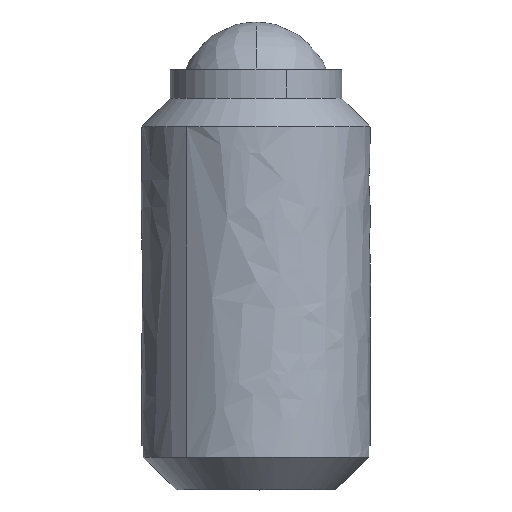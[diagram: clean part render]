
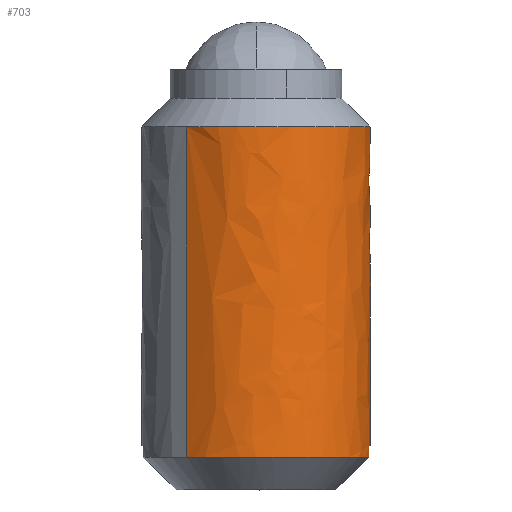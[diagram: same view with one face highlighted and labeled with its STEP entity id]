
A CAD part, top view. The second image highlights one B-rep face of the part: STEP entity #703.
In plain terms, the highlighted free-form (B-spline) face has degree [2, 1] with [9, 2] control points.
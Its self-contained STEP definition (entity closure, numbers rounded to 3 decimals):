
#471=CARTESIAN_POINT('',(-3.619,-5.5,4.786));
#472=VERTEX_POINT('',#471);
#486=CARTESIAN_POINT('',(0.0,-5.5,6.));
#487=VERTEX_POINT('',#486);
#488=CARTESIAN_POINT('',(0.0,-5.5,6.));
#489=CARTESIAN_POINT('',(-2.013,-5.5,6.0));
#490=CARTESIAN_POINT('',(-3.619,-5.5,4.786));
#498=(BOUNDED_CURVE()B_SPLINE_CURVE(2,(#488,#489,#490),.UNSPECIFIED.,.F.,.U.)B_SPLINE_CURVE_WITH_KNOTS((3,3),(0.5,0.604),.UNSPECIFIED.)CURVE()GEOMETRIC_REPRESENTATION_ITEM()RATIONAL_B_SPLINE_CURVE((1.0,0.878,0.858))REPRESENTATION_ITEM(''));
#499=EDGE_CURVE('',#487,#472,#498,.T.);
#501=CARTESIAN_POINT('',(5.958,-5.5,-0.708));
#502=VERTEX_POINT('',#501);
#503=CARTESIAN_POINT('',(5.958,-5.5,-0.708));
#504=CARTESIAN_POINT('',(6.0,-5.5,-0.355));
#505=CARTESIAN_POINT('',(6.0,-5.5,0.));
#506=CARTESIAN_POINT('',(6.0,-5.5,6.));
#507=CARTESIAN_POINT('',(0.0,-5.5,6.));
#515=(BOUNDED_CURVE()B_SPLINE_CURVE(2,(#503,#504,#505,#506,#507),.UNSPECIFIED.,.F.,.U.)B_SPLINE_CURVE_WITH_KNOTS((3,2,3),(0.23,0.25,0.5),.UNSPECIFIED.)CURVE()GEOMETRIC_REPRESENTATION_ITEM()RATIONAL_B_SPLINE_CURVE((0.956,0.976,1.0,0.707,1.0))REPRESENTATION_ITEM(''));
#516=EDGE_CURVE('',#502,#487,#515,.T.);
#546=CARTESIAN_POINT('',(0.0,-5.5,-6.));
#547=VERTEX_POINT('',#546);
#548=CARTESIAN_POINT('',(0.0,-5.5,-6.));
#549=CARTESIAN_POINT('',(5.329,-5.5,-6.));
#550=CARTESIAN_POINT('',(5.958,-5.5,-0.708));
#558=(BOUNDED_CURVE()B_SPLINE_CURVE(2,(#548,#549,#550),.UNSPECIFIED.,.F.,.U.)B_SPLINE_CURVE_WITH_KNOTS((3,3),(0.0,0.23),.UNSPECIFIED.)CURVE()GEOMETRIC_REPRESENTATION_ITEM()RATIONAL_B_SPLINE_CURVE((1.0,0.731,0.956))REPRESENTATION_ITEM(''));
#559=EDGE_CURVE('',#547,#502,#558,.T.);
#561=CARTESIAN_POINT('',(-5.5,-5.5,-2.398));
#562=VERTEX_POINT('',#561);
#563=CARTESIAN_POINT('',(-5.5,-5.5,-2.398));
#564=CARTESIAN_POINT('',(-3.93,-5.5,-6.));
#565=CARTESIAN_POINT('',(0.0,-5.5,-6.));
#573=(BOUNDED_CURVE()B_SPLINE_CURVE(2,(#563,#564,#565),.UNSPECIFIED.,.F.,.U.)B_SPLINE_CURVE_WITH_KNOTS((3,3),(0.818,1.0),.UNSPECIFIED.)CURVE()GEOMETRIC_REPRESENTATION_ITEM()RATIONAL_B_SPLINE_CURVE((0.884,0.787,1.0))REPRESENTATION_ITEM(''));
#574=EDGE_CURVE('',#562,#547,#573,.T.);
#596=CARTESIAN_POINT('',(-5.5,-5.067,-2.398));
#597=CARTESIAN_POINT('',(-5.215,-5.067,-3.051));
#598=CARTESIAN_POINT('',(-4.786,-5.067,-3.619));
#599=CARTESIAN_POINT('',(-1.167,-5.067,-8.405));
#600=CARTESIAN_POINT('',(3.619,-5.067,-4.786));
#601=CARTESIAN_POINT('',(8.405,-5.067,-1.167));
#602=CARTESIAN_POINT('',(4.786,-5.067,3.619));
#603=CARTESIAN_POINT('',(1.167,-5.067,8.405));
#604=CARTESIAN_POINT('',(-3.619,-5.067,4.786));
#605=CARTESIAN_POINT('',(-5.5,-23.243,-2.398));
#606=CARTESIAN_POINT('',(-5.215,-23.243,-3.051));
#607=CARTESIAN_POINT('',(-4.786,-23.243,-3.619));
#608=CARTESIAN_POINT('',(-1.167,-23.243,-8.405));
#609=CARTESIAN_POINT('',(3.619,-23.243,-4.786));
#610=CARTESIAN_POINT('',(8.405,-23.243,-1.167));
#611=CARTESIAN_POINT('',(4.786,-23.243,3.619));
#612=CARTESIAN_POINT('',(1.167,-23.243,8.405));
#613=CARTESIAN_POINT('',(-3.619,-23.243,4.786));
#621=(BOUNDED_SURFACE()B_SPLINE_SURFACE(2,1,((#596,#605),(#597,#606),(#598,#607),(#599,#608),(#600,#609),(#601,#610),(#602,#611),(#603,#612),(#604,#613)),.UNSPECIFIED.,.F.,.F.,.U.)B_SPLINE_SURFACE_WITH_KNOTS((3,2,2,2,3),(2,2),(0.0,1.591,11.532,21.473,31.414),(0.0,18.176),.UNSPECIFIED.)GEOMETRIC_REPRESENTATION_ITEM()RATIONAL_B_SPLINE_SURFACE(((0.921,0.921),(0.953,0.953),(1.0,1.0),(0.707,0.707),(1.0,1.0),(0.707,0.707),(1.0,1.0),(0.707,0.707),(1.0,1.0)))REPRESENTATION_ITEM('')SURFACE());
#622=ORIENTED_EDGE('',*,*,#574,.T.);
#623=ORIENTED_EDGE('',*,*,#559,.T.);
#624=ORIENTED_EDGE('',*,*,#516,.T.);
#625=ORIENTED_EDGE('',*,*,#499,.T.);
#626=CARTESIAN_POINT('',(-3.619,-22.8,4.786));
#627=VERTEX_POINT('',#626);
#628=CARTESIAN_POINT('',(-3.619,-5.5,4.786));
#629=CARTESIAN_POINT('',(-3.619,-22.8,4.786));
#630=QUASI_UNIFORM_CURVE('',1,(#628,#629),.UNSPECIFIED.,.F.,.U.);
#631=EDGE_CURVE('',#472,#627,#630,.T.);
#632=ORIENTED_EDGE('',*,*,#631,.T.);
#633=CARTESIAN_POINT('',(5.916,-22.8,1.0));
#634=VERTEX_POINT('',#633);
#635=CARTESIAN_POINT('',(5.916,-22.8,1.0));
#636=CARTESIAN_POINT('',(5.071,-22.8,6.));
#637=CARTESIAN_POINT('',(0.,-22.8,6.));
#638=CARTESIAN_POINT('',(-2.013,-22.8,6.));
#639=CARTESIAN_POINT('',(-3.619,-22.8,4.786));
#647=(BOUNDED_CURVE()B_SPLINE_CURVE(2,(#635,#636,#637,#638,#639),.UNSPECIFIED.,.F.,.U.)B_SPLINE_CURVE_WITH_KNOTS((3,2,3),(0.0,0.5,0.731),.UNSPECIFIED.)CURVE()GEOMETRIC_REPRESENTATION_ITEM()RATIONAL_B_SPLINE_CURVE((1.0,0.764,1.0,0.891,0.883))REPRESENTATION_ITEM(''));
#648=EDGE_CURVE('',#634,#627,#647,.T.);
#649=ORIENTED_EDGE('',*,*,#648,.F.);
#650=CARTESIAN_POINT('',(5.916,-22.2,1.0));
#651=VERTEX_POINT('',#650);
#652=CARTESIAN_POINT('',(5.916,-22.2,1.0));
#653=CARTESIAN_POINT('',(5.916,-22.8,1.0));
#654=QUASI_UNIFORM_CURVE('',1,(#652,#653),.UNSPECIFIED.,.F.,.U.);
#655=EDGE_CURVE('',#651,#634,#654,.T.);
#656=ORIENTED_EDGE('',*,*,#655,.F.);
#657=CARTESIAN_POINT('',(5.916,-22.2,-1.0));
#658=VERTEX_POINT('',#657);
#659=CARTESIAN_POINT('',(5.916,-22.2,-1.));
#660=CARTESIAN_POINT('',(6.085,-22.2,0.));
#661=CARTESIAN_POINT('',(5.916,-22.2,1.0));
#669=(BOUNDED_CURVE()B_SPLINE_CURVE(2,(#659,#660,#661),.UNSPECIFIED.,.F.,.U.)CURVE()GEOMETRIC_REPRESENTATION_ITEM()QUASI_UNIFORM_CURVE()RATIONAL_B_SPLINE_CURVE((1.0,0.986,1.0))REPRESENTATION_ITEM(''));
#670=EDGE_CURVE('',#658,#651,#669,.T.);
#671=ORIENTED_EDGE('',*,*,#670,.F.);
#672=CARTESIAN_POINT('',(5.916,-22.8,-1.0));
#673=VERTEX_POINT('',#672);
#674=CARTESIAN_POINT('',(5.916,-22.2,-1.0));
#675=CARTESIAN_POINT('',(5.916,-22.8,-1.0));
#676=QUASI_UNIFORM_CURVE('',1,(#674,#675),.UNSPECIFIED.,.F.,.U.);
#677=EDGE_CURVE('',#658,#673,#676,.T.);
#678=ORIENTED_EDGE('',*,*,#677,.T.);
#679=CARTESIAN_POINT('',(-5.5,-22.8,-2.398));
#680=VERTEX_POINT('',#679);
#681=CARTESIAN_POINT('',(-5.5,-22.8,-2.398));
#682=CARTESIAN_POINT('',(-3.93,-22.8,-6.));
#683=CARTESIAN_POINT('',(0.0,-22.8,-6.));
#684=CARTESIAN_POINT('',(5.071,-22.8,-6.));
#685=CARTESIAN_POINT('',(5.916,-22.8,-1.0));
#693=(BOUNDED_CURVE()B_SPLINE_CURVE(2,(#681,#682,#683,#684,#685),.UNSPECIFIED.,.F.,.U.)B_SPLINE_CURVE_WITH_KNOTS((3,2,3),(0.091,0.5,1.0),.UNSPECIFIED.)CURVE()GEOMETRIC_REPRESENTATION_ITEM()RATIONAL_B_SPLINE_CURVE((0.93,0.807,1.0,0.764,1.0))REPRESENTATION_ITEM(''));
#694=EDGE_CURVE('',#680,#673,#693,.T.);
#695=ORIENTED_EDGE('',*,*,#694,.F.);
#696=CARTESIAN_POINT('',(-5.5,-5.5,-2.398));
#697=CARTESIAN_POINT('',(-5.5,-22.8,-2.398));
#698=QUASI_UNIFORM_CURVE('',1,(#696,#697),.UNSPECIFIED.,.F.,.U.);
#699=EDGE_CURVE('',#562,#680,#698,.T.);
#700=ORIENTED_EDGE('',*,*,#699,.F.);
#701=EDGE_LOOP('',(#622,#623,#624,#625,#632,#649,#656,#671,#678,#695,#700));
#702=FACE_OUTER_BOUND('',#701,.T.);
#703=ADVANCED_FACE('',(#702),#621,.T.);
